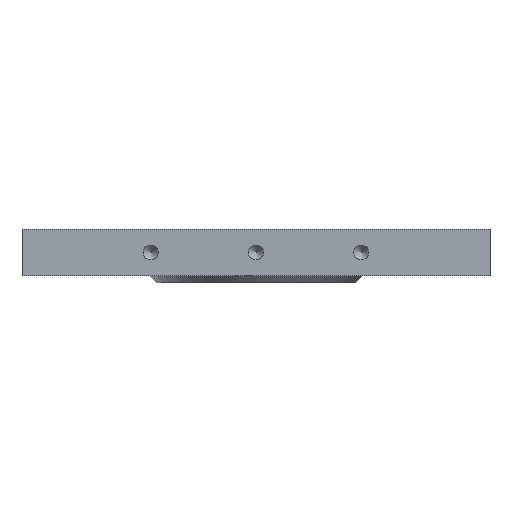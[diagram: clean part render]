
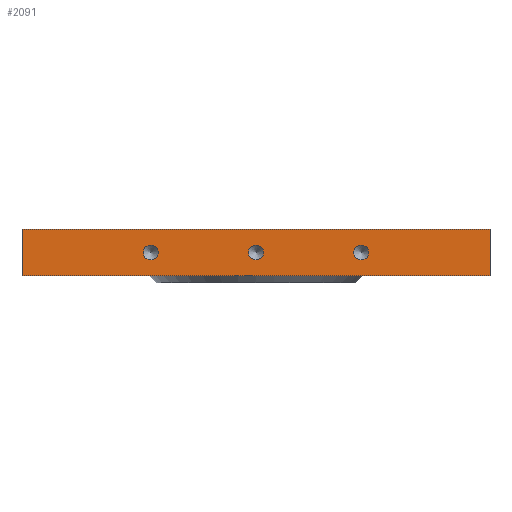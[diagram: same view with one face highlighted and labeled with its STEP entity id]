
A CAD part, front view. The second image highlights one B-rep face of the part: STEP entity #2091.
In plain terms, the highlighted planar face has unit normal (0, -1, 0).
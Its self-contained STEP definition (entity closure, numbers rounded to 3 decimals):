
#153 = PLANE('',#154);
#154 = AXIS2_PLACEMENT_3D('',#155,#156,#157);
#155 = CARTESIAN_POINT('',(0.,-52.5,0.));
#156 = DIRECTION('',(0.,0.,1.));
#157 = DIRECTION('',(1.,0.,0.));
#211 = EDGE_CURVE('',#212,#214,#216,.T.);
#212 = VERTEX_POINT('',#213);
#213 = CARTESIAN_POINT('',(-100.,-175.,0.));
#214 = VERTEX_POINT('',#215);
#215 = CARTESIAN_POINT('',(100.,-175.,0.));
#216 = SURFACE_CURVE('',#217,(#221,#228),.PCURVE_S1.);
#217 = LINE('',#218,#219);
#218 = CARTESIAN_POINT('',(-100.,-175.,0.));
#219 = VECTOR('',#220,1.);
#220 = DIRECTION('',(1.,0.,0.));
#221 = PCURVE('',#153,#222);
#222 = DEFINITIONAL_REPRESENTATION('',(#223),#227);
#223 = LINE('',#224,#225);
#224 = CARTESIAN_POINT('',(-100.,-122.5));
#225 = VECTOR('',#226,1.);
#226 = DIRECTION('',(1.,0.));
#227 = ( GEOMETRIC_REPRESENTATION_CONTEXT(2) 
PARAMETRIC_REPRESENTATION_CONTEXT() REPRESENTATION_CONTEXT('2D SPACE',''
  ) );
#228 = PCURVE('',#229,#234);
#229 = PLANE('',#230);
#230 = AXIS2_PLACEMENT_3D('',#231,#232,#233);
#231 = CARTESIAN_POINT('',(-100.,-175.,0.));
#232 = DIRECTION('',(0.,1.,0.));
#233 = DIRECTION('',(1.,0.,0.));
#234 = DEFINITIONAL_REPRESENTATION('',(#235),#239);
#235 = LINE('',#236,#237);
#236 = CARTESIAN_POINT('',(0.,0.));
#237 = VECTOR('',#238,1.);
#238 = DIRECTION('',(1.,0.));
#239 = ( GEOMETRIC_REPRESENTATION_CONTEXT(2) 
PARAMETRIC_REPRESENTATION_CONTEXT() REPRESENTATION_CONTEXT('2D SPACE',''
  ) );
#257 = PLANE('',#258);
#258 = AXIS2_PLACEMENT_3D('',#259,#260,#261);
#259 = CARTESIAN_POINT('',(100.,-175.,0.));
#260 = DIRECTION('',(-1.,0.,0.));
#261 = DIRECTION('',(0.,1.,0.));
#311 = PLANE('',#312);
#312 = AXIS2_PLACEMENT_3D('',#313,#314,#315);
#313 = CARTESIAN_POINT('',(-100.,70.,0.));
#314 = DIRECTION('',(1.,0.,0.));
#315 = DIRECTION('',(0.,-1.,0.));
#2091 = ADVANCED_FACE('',(#2092,#2167,#2202,#2237),#229,.F.);
#2092 = FACE_BOUND('',#2093,.F.);
#2093 = EDGE_LOOP('',(#2094,#2117,#2145,#2166));
#2094 = ORIENTED_EDGE('',*,*,#2095,.T.);
#2095 = EDGE_CURVE('',#212,#2096,#2098,.T.);
#2096 = VERTEX_POINT('',#2097);
#2097 = CARTESIAN_POINT('',(-100.,-175.,20.));
#2098 = SURFACE_CURVE('',#2099,(#2103,#2110),.PCURVE_S1.);
#2099 = LINE('',#2100,#2101);
#2100 = CARTESIAN_POINT('',(-100.,-175.,0.));
#2101 = VECTOR('',#2102,1.);
#2102 = DIRECTION('',(0.,0.,1.));
#2103 = PCURVE('',#229,#2104);
#2104 = DEFINITIONAL_REPRESENTATION('',(#2105),#2109);
#2105 = LINE('',#2106,#2107);
#2106 = CARTESIAN_POINT('',(0.,0.));
#2107 = VECTOR('',#2108,1.);
#2108 = DIRECTION('',(0.,-1.));
#2109 = ( GEOMETRIC_REPRESENTATION_CONTEXT(2) 
PARAMETRIC_REPRESENTATION_CONTEXT() REPRESENTATION_CONTEXT('2D SPACE',''
  ) );
#2110 = PCURVE('',#311,#2111);
#2111 = DEFINITIONAL_REPRESENTATION('',(#2112),#2116);
#2112 = LINE('',#2113,#2114);
#2113 = CARTESIAN_POINT('',(245.,0.));
#2114 = VECTOR('',#2115,1.);
#2115 = DIRECTION('',(0.,-1.));
#2116 = ( GEOMETRIC_REPRESENTATION_CONTEXT(2) 
PARAMETRIC_REPRESENTATION_CONTEXT() REPRESENTATION_CONTEXT('2D SPACE',''
  ) );
#2117 = ORIENTED_EDGE('',*,*,#2118,.T.);
#2118 = EDGE_CURVE('',#2096,#2119,#2121,.T.);
#2119 = VERTEX_POINT('',#2120);
#2120 = CARTESIAN_POINT('',(100.,-175.,20.));
#2121 = SURFACE_CURVE('',#2122,(#2126,#2133),.PCURVE_S1.);
#2122 = LINE('',#2123,#2124);
#2123 = CARTESIAN_POINT('',(-100.,-175.,20.));
#2124 = VECTOR('',#2125,1.);
#2125 = DIRECTION('',(1.,0.,0.));
#2126 = PCURVE('',#229,#2127);
#2127 = DEFINITIONAL_REPRESENTATION('',(#2128),#2132);
#2128 = LINE('',#2129,#2130);
#2129 = CARTESIAN_POINT('',(0.,-20.));
#2130 = VECTOR('',#2131,1.);
#2131 = DIRECTION('',(1.,0.));
#2132 = ( GEOMETRIC_REPRESENTATION_CONTEXT(2) 
PARAMETRIC_REPRESENTATION_CONTEXT() REPRESENTATION_CONTEXT('2D SPACE',''
  ) );
#2133 = PCURVE('',#2134,#2139);
#2134 = PLANE('',#2135);
#2135 = AXIS2_PLACEMENT_3D('',#2136,#2137,#2138);
#2136 = CARTESIAN_POINT('',(0.,-52.5,20.));
#2137 = DIRECTION('',(0.,0.,1.));
#2138 = DIRECTION('',(1.,0.,0.));
#2139 = DEFINITIONAL_REPRESENTATION('',(#2140),#2144);
#2140 = LINE('',#2141,#2142);
#2141 = CARTESIAN_POINT('',(-100.,-122.5));
#2142 = VECTOR('',#2143,1.);
#2143 = DIRECTION('',(1.,0.));
#2144 = ( GEOMETRIC_REPRESENTATION_CONTEXT(2) 
PARAMETRIC_REPRESENTATION_CONTEXT() REPRESENTATION_CONTEXT('2D SPACE',''
  ) );
#2145 = ORIENTED_EDGE('',*,*,#2146,.F.);
#2146 = EDGE_CURVE('',#214,#2119,#2147,.T.);
#2147 = SURFACE_CURVE('',#2148,(#2152,#2159),.PCURVE_S1.);
#2148 = LINE('',#2149,#2150);
#2149 = CARTESIAN_POINT('',(100.,-175.,0.));
#2150 = VECTOR('',#2151,1.);
#2151 = DIRECTION('',(0.,0.,1.));
#2152 = PCURVE('',#229,#2153);
#2153 = DEFINITIONAL_REPRESENTATION('',(#2154),#2158);
#2154 = LINE('',#2155,#2156);
#2155 = CARTESIAN_POINT('',(200.,0.));
#2156 = VECTOR('',#2157,1.);
#2157 = DIRECTION('',(0.,-1.));
#2158 = ( GEOMETRIC_REPRESENTATION_CONTEXT(2) 
PARAMETRIC_REPRESENTATION_CONTEXT() REPRESENTATION_CONTEXT('2D SPACE',''
  ) );
#2159 = PCURVE('',#257,#2160);
#2160 = DEFINITIONAL_REPRESENTATION('',(#2161),#2165);
#2161 = LINE('',#2162,#2163);
#2162 = CARTESIAN_POINT('',(0.,0.));
#2163 = VECTOR('',#2164,1.);
#2164 = DIRECTION('',(0.,-1.));
#2165 = ( GEOMETRIC_REPRESENTATION_CONTEXT(2) 
PARAMETRIC_REPRESENTATION_CONTEXT() REPRESENTATION_CONTEXT('2D SPACE',''
  ) );
#2166 = ORIENTED_EDGE('',*,*,#211,.F.);
#2167 = FACE_BOUND('',#2168,.F.);
#2168 = EDGE_LOOP('',(#2169));
#2169 = ORIENTED_EDGE('',*,*,#2170,.T.);
#2170 = EDGE_CURVE('',#2171,#2171,#2173,.T.);
#2171 = VERTEX_POINT('',#2172);
#2172 = CARTESIAN_POINT('',(-48.2,-175.,10.));
#2173 = SURFACE_CURVE('',#2174,(#2179,#2190),.PCURVE_S1.);
#2174 = CIRCLE('',#2175,3.2);
#2175 = AXIS2_PLACEMENT_3D('',#2176,#2177,#2178);
#2176 = CARTESIAN_POINT('',(-45.,-175.,10.));
#2177 = DIRECTION('',(0.,-1.,0.));
#2178 = DIRECTION('',(-1.,0.,0.));
#2179 = PCURVE('',#229,#2180);
#2180 = DEFINITIONAL_REPRESENTATION('',(#2181),#2189);
#2181 = ( BOUNDED_CURVE() B_SPLINE_CURVE(2,(#2182,#2183,#2184,#2185,
#2186,#2187,#2188),.UNSPECIFIED.,.T.,.F.) B_SPLINE_CURVE_WITH_KNOTS((1,2
    ,2,2,2,1),(-2.094,0.,2.094,4.189,
6.283,8.378),.UNSPECIFIED.) CURVE() 
GEOMETRIC_REPRESENTATION_ITEM() RATIONAL_B_SPLINE_CURVE((1.,0.5,1.,0.5,
1.,0.5,1.)) REPRESENTATION_ITEM('') );
#2182 = CARTESIAN_POINT('',(51.8,-10.));
#2183 = CARTESIAN_POINT('',(51.8,-4.457));
#2184 = CARTESIAN_POINT('',(56.6,-7.229));
#2185 = CARTESIAN_POINT('',(61.4,-10.));
#2186 = CARTESIAN_POINT('',(56.6,-12.771));
#2187 = CARTESIAN_POINT('',(51.8,-15.543));
#2188 = CARTESIAN_POINT('',(51.8,-10.));
#2189 = ( GEOMETRIC_REPRESENTATION_CONTEXT(2) 
PARAMETRIC_REPRESENTATION_CONTEXT() REPRESENTATION_CONTEXT('2D SPACE',''
  ) );
#2190 = PCURVE('',#2191,#2196);
#2191 = CYLINDRICAL_SURFACE('',#2192,3.2);
#2192 = AXIS2_PLACEMENT_3D('',#2193,#2194,#2195);
#2193 = CARTESIAN_POINT('',(-45.,-175.,10.));
#2194 = DIRECTION('',(0.,1.,0.));
#2195 = DIRECTION('',(-1.,0.,0.));
#2196 = DEFINITIONAL_REPRESENTATION('',(#2197),#2201);
#2197 = LINE('',#2198,#2199);
#2198 = CARTESIAN_POINT('',(-0.,0.));
#2199 = VECTOR('',#2200,1.);
#2200 = DIRECTION('',(-1.,0.));
#2201 = ( GEOMETRIC_REPRESENTATION_CONTEXT(2) 
PARAMETRIC_REPRESENTATION_CONTEXT() REPRESENTATION_CONTEXT('2D SPACE',''
  ) );
#2202 = FACE_BOUND('',#2203,.F.);
#2203 = EDGE_LOOP('',(#2204));
#2204 = ORIENTED_EDGE('',*,*,#2205,.T.);
#2205 = EDGE_CURVE('',#2206,#2206,#2208,.T.);
#2206 = VERTEX_POINT('',#2207);
#2207 = CARTESIAN_POINT('',(-3.2,-175.,10.));
#2208 = SURFACE_CURVE('',#2209,(#2214,#2225),.PCURVE_S1.);
#2209 = CIRCLE('',#2210,3.2);
#2210 = AXIS2_PLACEMENT_3D('',#2211,#2212,#2213);
#2211 = CARTESIAN_POINT('',(0.,-175.,10.));
#2212 = DIRECTION('',(0.,-1.,0.));
#2213 = DIRECTION('',(-1.,0.,0.));
#2214 = PCURVE('',#229,#2215);
#2215 = DEFINITIONAL_REPRESENTATION('',(#2216),#2224);
#2216 = ( BOUNDED_CURVE() B_SPLINE_CURVE(2,(#2217,#2218,#2219,#2220,
#2221,#2222,#2223),.UNSPECIFIED.,.T.,.F.) B_SPLINE_CURVE_WITH_KNOTS((1,2
    ,2,2,2,1),(-2.094,0.,2.094,4.189,
6.283,8.378),.UNSPECIFIED.) CURVE() 
GEOMETRIC_REPRESENTATION_ITEM() RATIONAL_B_SPLINE_CURVE((1.,0.5,1.,0.5,
1.,0.5,1.)) REPRESENTATION_ITEM('') );
#2217 = CARTESIAN_POINT('',(96.8,-10.));
#2218 = CARTESIAN_POINT('',(96.8,-4.457));
#2219 = CARTESIAN_POINT('',(101.6,-7.229));
#2220 = CARTESIAN_POINT('',(106.4,-10.));
#2221 = CARTESIAN_POINT('',(101.6,-12.771));
#2222 = CARTESIAN_POINT('',(96.8,-15.543));
#2223 = CARTESIAN_POINT('',(96.8,-10.));
#2224 = ( GEOMETRIC_REPRESENTATION_CONTEXT(2) 
PARAMETRIC_REPRESENTATION_CONTEXT() REPRESENTATION_CONTEXT('2D SPACE',''
  ) );
#2225 = PCURVE('',#2226,#2231);
#2226 = CYLINDRICAL_SURFACE('',#2227,3.2);
#2227 = AXIS2_PLACEMENT_3D('',#2228,#2229,#2230);
#2228 = CARTESIAN_POINT('',(0.,-175.,10.));
#2229 = DIRECTION('',(0.,1.,0.));
#2230 = DIRECTION('',(-1.,0.,0.));
#2231 = DEFINITIONAL_REPRESENTATION('',(#2232),#2236);
#2232 = LINE('',#2233,#2234);
#2233 = CARTESIAN_POINT('',(-0.,0.));
#2234 = VECTOR('',#2235,1.);
#2235 = DIRECTION('',(-1.,0.));
#2236 = ( GEOMETRIC_REPRESENTATION_CONTEXT(2) 
PARAMETRIC_REPRESENTATION_CONTEXT() REPRESENTATION_CONTEXT('2D SPACE',''
  ) );
#2237 = FACE_BOUND('',#2238,.F.);
#2238 = EDGE_LOOP('',(#2239));
#2239 = ORIENTED_EDGE('',*,*,#2240,.T.);
#2240 = EDGE_CURVE('',#2241,#2241,#2243,.T.);
#2241 = VERTEX_POINT('',#2242);
#2242 = CARTESIAN_POINT('',(41.8,-175.,10.));
#2243 = SURFACE_CURVE('',#2244,(#2249,#2260),.PCURVE_S1.);
#2244 = CIRCLE('',#2245,3.2);
#2245 = AXIS2_PLACEMENT_3D('',#2246,#2247,#2248);
#2246 = CARTESIAN_POINT('',(45.,-175.,10.));
#2247 = DIRECTION('',(0.,-1.,0.));
#2248 = DIRECTION('',(-1.,0.,0.));
#2249 = PCURVE('',#229,#2250);
#2250 = DEFINITIONAL_REPRESENTATION('',(#2251),#2259);
#2251 = ( BOUNDED_CURVE() B_SPLINE_CURVE(2,(#2252,#2253,#2254,#2255,
#2256,#2257,#2258),.UNSPECIFIED.,.T.,.F.) B_SPLINE_CURVE_WITH_KNOTS((1,2
    ,2,2,2,1),(-2.094,0.,2.094,4.189,
6.283,8.378),.UNSPECIFIED.) CURVE() 
GEOMETRIC_REPRESENTATION_ITEM() RATIONAL_B_SPLINE_CURVE((1.,0.5,1.,0.5,
1.,0.5,1.)) REPRESENTATION_ITEM('') );
#2252 = CARTESIAN_POINT('',(141.8,-10.));
#2253 = CARTESIAN_POINT('',(141.8,-4.457));
#2254 = CARTESIAN_POINT('',(146.6,-7.229));
#2255 = CARTESIAN_POINT('',(151.4,-10.));
#2256 = CARTESIAN_POINT('',(146.6,-12.771));
#2257 = CARTESIAN_POINT('',(141.8,-15.543));
#2258 = CARTESIAN_POINT('',(141.8,-10.));
#2259 = ( GEOMETRIC_REPRESENTATION_CONTEXT(2) 
PARAMETRIC_REPRESENTATION_CONTEXT() REPRESENTATION_CONTEXT('2D SPACE',''
  ) );
#2260 = PCURVE('',#2261,#2266);
#2261 = CYLINDRICAL_SURFACE('',#2262,3.2);
#2262 = AXIS2_PLACEMENT_3D('',#2263,#2264,#2265);
#2263 = CARTESIAN_POINT('',(45.,-175.,10.));
#2264 = DIRECTION('',(0.,1.,0.));
#2265 = DIRECTION('',(-1.,0.,0.));
#2266 = DEFINITIONAL_REPRESENTATION('',(#2267),#2271);
#2267 = LINE('',#2268,#2269);
#2268 = CARTESIAN_POINT('',(-0.,0.));
#2269 = VECTOR('',#2270,1.);
#2270 = DIRECTION('',(-1.,0.));
#2271 = ( GEOMETRIC_REPRESENTATION_CONTEXT(2) 
PARAMETRIC_REPRESENTATION_CONTEXT() REPRESENTATION_CONTEXT('2D SPACE',''
  ) );
